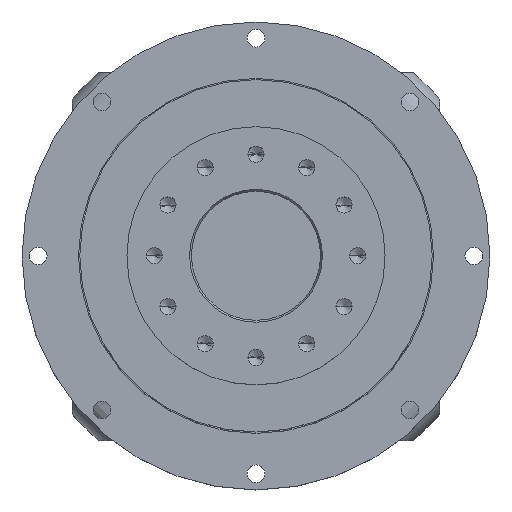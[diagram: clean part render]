
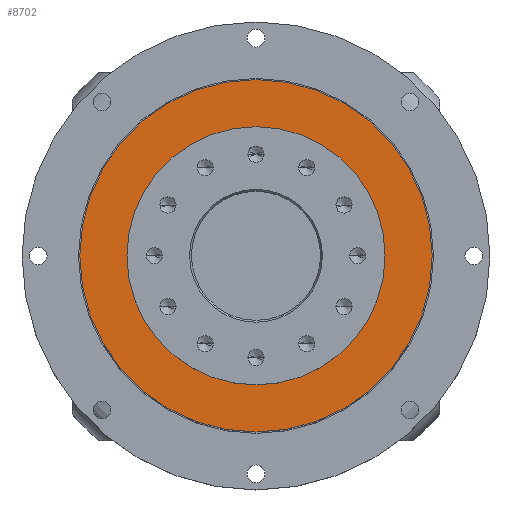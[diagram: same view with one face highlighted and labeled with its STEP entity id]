
A CAD part, top view. The second image highlights one B-rep face of the part: STEP entity #8702.
In plain terms, the highlighted planar face has unit normal (0, 0, 1).
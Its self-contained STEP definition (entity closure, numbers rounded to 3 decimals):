
#109 = DIRECTION ( 'NONE',  ( 0., 0., -1. ) ) ;
#141 = CARTESIAN_POINT ( 'NONE',  ( 0., 0., -6. ) ) ;
#541 = EDGE_LOOP ( 'NONE', ( #1855, #758 ) ) ;
#610 = CIRCLE ( 'NONE', #6018, 54.6 ) ;
#758 = ORIENTED_EDGE ( 'NONE', *, *, #4101, .T. ) ;
#869 = ORIENTED_EDGE ( 'NONE', *, *, #6105, .F. ) ;
#950 = DIRECTION ( 'NONE',  ( 1., 0., 0. ) ) ;
#1590 = CARTESIAN_POINT ( 'NONE',  ( -54.6, 0., -6. ) ) ;
#1726 = FACE_OUTER_BOUND ( 'NONE', #541, .T. ) ;
#1855 = ORIENTED_EDGE ( 'NONE', *, *, #7602, .T. ) ;
#2028 = VERTEX_POINT ( 'NONE', #1590 ) ;
#2464 = CARTESIAN_POINT ( 'NONE',  ( 0., 0., -6. ) ) ;
#2889 = AXIS2_PLACEMENT_3D ( 'NONE', #7983, #7958, #7906 ) ;
#3106 = CIRCLE ( 'NONE', #2889, 54.6 ) ;
#3285 = DIRECTION ( 'NONE',  ( 1., 0., 0. ) ) ;
#3438 = CARTESIAN_POINT ( 'NONE',  ( 40., 0., -6. ) ) ;
#4101 = EDGE_CURVE ( 'NONE', #2028, #4585, #3106, .T. ) ;
#4219 = CARTESIAN_POINT ( 'NONE',  ( 54.6, 0., -6. ) ) ;
#4360 = DIRECTION ( 'NONE',  ( 0., 0., 1. ) ) ;
#4585 = VERTEX_POINT ( 'NONE', #4219 ) ;
#4724 = CIRCLE ( 'NONE', #6015, 40. ) ;
#4952 = ORIENTED_EDGE ( 'NONE', *, *, #5884, .F. ) ;
#4998 = CARTESIAN_POINT ( 'NONE',  ( 0., 54.6, -6. ) ) ;
#5827 = DIRECTION ( 'NONE',  ( -1., 0., 0. ) ) ;
#5865 = DIRECTION ( 'NONE',  ( 0., 0., 1. ) ) ;
#5884 = EDGE_CURVE ( 'NONE', #6938, #9950, #10668, .T. ) ;
#6015 = AXIS2_PLACEMENT_3D ( 'NONE', #9370, #4360, #10232 ) ;
#6018 = AXIS2_PLACEMENT_3D ( 'NONE', #141, #5865, #950 ) ;
#6105 = EDGE_CURVE ( 'NONE', #9950, #6938, #4724, .T. ) ;
#6938 = VERTEX_POINT ( 'NONE', #10713 ) ;
#7457 = PLANE ( 'NONE',  #8127 ) ;
#7602 = EDGE_CURVE ( 'NONE', #4585, #2028, #610, .T. ) ;
#7726 = EDGE_LOOP ( 'NONE', ( #869, #4952 ) ) ;
#7906 = DIRECTION ( 'NONE',  ( 1., 0., 0. ) ) ;
#7958 = DIRECTION ( 'NONE',  ( 0., 0., 1. ) ) ;
#7983 = CARTESIAN_POINT ( 'NONE',  ( 0., 0., -6. ) ) ;
#8127 = AXIS2_PLACEMENT_3D ( 'NONE', #4998, #109, #5827 ) ;
#8254 = DIRECTION ( 'NONE',  ( 0., 0., 1. ) ) ;
#8702 = ADVANCED_FACE ( 'NONE', ( #10052, #1726 ), #7457, .F. ) ;
#9370 = CARTESIAN_POINT ( 'NONE',  ( 0., 0., -6. ) ) ;
#9620 = AXIS2_PLACEMENT_3D ( 'NONE', #2464, #8254, #3285 ) ;
#9950 = VERTEX_POINT ( 'NONE', #3438 ) ;
#10052 = FACE_BOUND ( 'NONE', #7726, .T. ) ;
#10232 = DIRECTION ( 'NONE',  ( 1., 0., 0. ) ) ;
#10668 = CIRCLE ( 'NONE', #9620, 40. ) ;
#10713 = CARTESIAN_POINT ( 'NONE',  ( -40., 0., -6. ) ) ;
